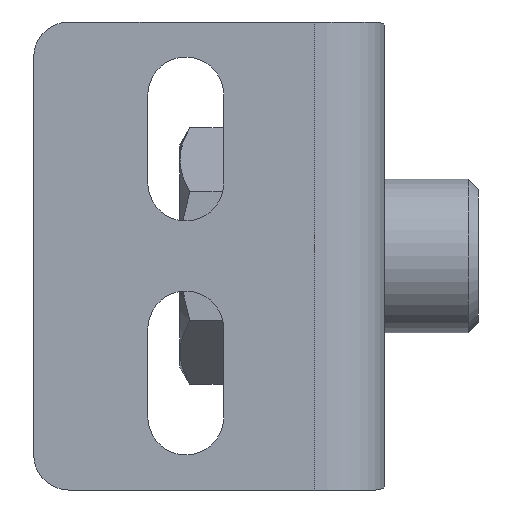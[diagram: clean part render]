
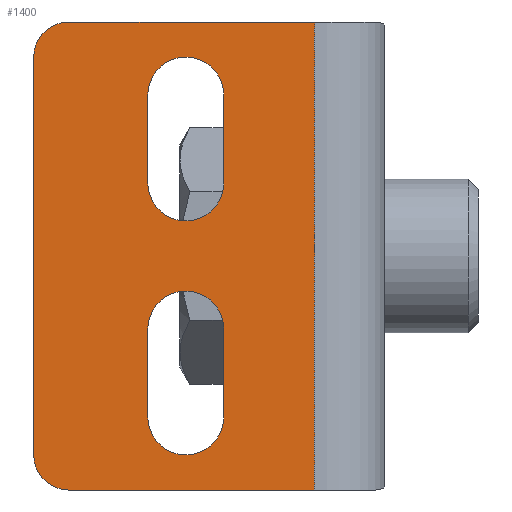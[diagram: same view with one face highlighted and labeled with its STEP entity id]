
A CAD part, front view. The second image highlights one B-rep face of the part: STEP entity #1400.
In plain terms, the highlighted planar face has unit normal (0, -1, 0).
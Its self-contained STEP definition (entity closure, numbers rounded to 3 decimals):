
#496=CARTESIAN_POINT('',(16.25,0.,-6.25));
#497=VERTEX_POINT('',#496);
#498=CARTESIAN_POINT('',(16.25,0.,-13.75));
#499=VERTEX_POINT('',#498);
#500=CARTESIAN_POINT('',(16.25,0.,-6.25));
#501=DIRECTION('',(0.,0.,-1.));
#502=VECTOR('',#501,7.5);
#503=LINE('',#500,#502);
#504=EDGE_CURVE('',#497,#499,#503,.T.);
#538=CARTESIAN_POINT('',(13.,0.,-17.));
#539=VERTEX_POINT('',#538);
#555=CARTESIAN_POINT('',(9.75,0.,-13.75));
#556=VERTEX_POINT('',#555);
#563=CARTESIAN_POINT('',(13.,0.,-13.75));
#564=DIRECTION('',(-0.,1.,0.));
#565=DIRECTION('',(1.,0.,0.));
#566=AXIS2_PLACEMENT_3D('',#563,#564,#565);
#567=CIRCLE('',#566,3.25);
#568=EDGE_CURVE('',#539,#556,#567,.T.);
#580=CARTESIAN_POINT('',(13.,0.,-3.));
#581=VERTEX_POINT('',#580);
#596=CARTESIAN_POINT('',(13.,0.,-6.25));
#597=DIRECTION('',(-0.,1.,0.));
#598=DIRECTION('',(1.,0.,0.));
#599=AXIS2_PLACEMENT_3D('',#596,#597,#598);
#600=CIRCLE('',#599,3.25);
#601=EDGE_CURVE('',#581,#497,#600,.T.);
#750=CARTESIAN_POINT('',(0.,0.,-37.));
#751=VERTEX_POINT('',#750);
#758=CARTESIAN_POINT('',(0.,0.,-3.));
#759=VERTEX_POINT('',#758);
#760=CARTESIAN_POINT('',(0.,0.,-37.));
#761=DIRECTION('',(-0.,0.,1.));
#762=VECTOR('',#761,34.);
#763=LINE('',#760,#762);
#764=EDGE_CURVE('',#751,#759,#763,.T.);
#781=CARTESIAN_POINT('',(13.,0.,-37.));
#782=VERTEX_POINT('',#781);
#790=CARTESIAN_POINT('',(9.75,0.,-33.75));
#791=VERTEX_POINT('',#790);
#798=CARTESIAN_POINT('',(13.,0.,-33.75));
#799=DIRECTION('',(-0.,1.,0.));
#800=DIRECTION('',(1.,0.,0.));
#801=AXIS2_PLACEMENT_3D('',#798,#799,#800);
#802=CIRCLE('',#801,3.25);
#803=EDGE_CURVE('',#782,#791,#802,.T.);
#813=CARTESIAN_POINT('',(16.25,0.,-26.25));
#814=VERTEX_POINT('',#813);
#815=CARTESIAN_POINT('',(16.25,0.,-33.75));
#816=VERTEX_POINT('',#815);
#817=CARTESIAN_POINT('',(16.25,0.,-26.25));
#818=DIRECTION('',(0.,0.,-1.));
#819=VECTOR('',#818,7.5);
#820=LINE('',#817,#819);
#821=EDGE_CURVE('',#814,#816,#820,.T.);
#844=CARTESIAN_POINT('',(13.,0.,-23.));
#845=VERTEX_POINT('',#844);
#854=CARTESIAN_POINT('',(13.,0.,-26.25));
#855=DIRECTION('',(-0.,1.,0.));
#856=DIRECTION('',(1.,0.,0.));
#857=AXIS2_PLACEMENT_3D('',#854,#855,#856);
#858=CIRCLE('',#857,3.25);
#859=EDGE_CURVE('',#845,#814,#858,.T.);
#869=CARTESIAN_POINT('',(9.75,0.,-26.25));
#870=VERTEX_POINT('',#869);
#871=CARTESIAN_POINT('',(9.75,0.,-33.75));
#872=DIRECTION('',(0.,0.,1.));
#873=VECTOR('',#872,7.5);
#874=LINE('',#871,#873);
#875=EDGE_CURVE('',#791,#870,#874,.T.);
#1305=CARTESIAN_POINT('',(0.,0.,-40.));
#1306=DIRECTION('',(0.,-1.,0.));
#1307=DIRECTION('',(0.,0.,-1.));
#1308=AXIS2_PLACEMENT_3D('',#1305,#1306,#1307);
#1309=PLANE('',#1308);
#1310=CARTESIAN_POINT('',(13.,0.,-33.75));
#1311=DIRECTION('',(-0.,1.,0.));
#1312=DIRECTION('',(1.,0.,0.));
#1313=AXIS2_PLACEMENT_3D('',#1310,#1311,#1312);
#1314=CIRCLE('',#1313,3.25);
#1315=EDGE_CURVE('',#816,#782,#1314,.T.);
#1316=ORIENTED_EDGE('',*,*,#1315,.T.);
#1317=ORIENTED_EDGE('',*,*,#803,.T.);
#1318=ORIENTED_EDGE('',*,*,#875,.T.);
#1319=CARTESIAN_POINT('',(13.,0.,-26.25));
#1320=DIRECTION('',(-0.,1.,0.));
#1321=DIRECTION('',(1.,0.,0.));
#1322=AXIS2_PLACEMENT_3D('',#1319,#1320,#1321);
#1323=CIRCLE('',#1322,3.25);
#1324=EDGE_CURVE('',#870,#845,#1323,.T.);
#1325=ORIENTED_EDGE('',*,*,#1324,.T.);
#1326=ORIENTED_EDGE('',*,*,#859,.T.);
#1327=ORIENTED_EDGE('',*,*,#821,.T.);
#1328=EDGE_LOOP('',(#1316,#1317,#1318,#1325,#1326,#1327));
#1329=FACE_BOUND('',#1328,.T.);
#1330=CARTESIAN_POINT('',(13.,0.,-13.75));
#1331=DIRECTION('',(-0.,1.,0.));
#1332=DIRECTION('',(1.,0.,0.));
#1333=AXIS2_PLACEMENT_3D('',#1330,#1331,#1332);
#1334=CIRCLE('',#1333,3.25);
#1335=EDGE_CURVE('',#499,#539,#1334,.T.);
#1336=ORIENTED_EDGE('',*,*,#1335,.T.);
#1337=ORIENTED_EDGE('',*,*,#568,.T.);
#1338=CARTESIAN_POINT('',(9.75,0.,-6.25));
#1339=VERTEX_POINT('',#1338);
#1340=CARTESIAN_POINT('',(9.75,0.,-13.75));
#1341=DIRECTION('',(0.,0.,1.));
#1342=VECTOR('',#1341,7.5);
#1343=LINE('',#1340,#1342);
#1344=EDGE_CURVE('',#556,#1339,#1343,.T.);
#1345=ORIENTED_EDGE('',*,*,#1344,.T.);
#1346=CARTESIAN_POINT('',(13.,0.,-6.25));
#1347=DIRECTION('',(-0.,1.,0.));
#1348=DIRECTION('',(1.,0.,0.));
#1349=AXIS2_PLACEMENT_3D('',#1346,#1347,#1348);
#1350=CIRCLE('',#1349,3.25);
#1351=EDGE_CURVE('',#1339,#581,#1350,.T.);
#1352=ORIENTED_EDGE('',*,*,#1351,.T.);
#1353=ORIENTED_EDGE('',*,*,#601,.T.);
#1354=ORIENTED_EDGE('',*,*,#504,.T.);
#1355=EDGE_LOOP('',(#1336,#1337,#1345,#1352,#1353,#1354));
#1356=FACE_BOUND('',#1355,.T.);
#1357=CARTESIAN_POINT('',(3.,0.,-40.));
#1358=VERTEX_POINT('',#1357);
#1359=CARTESIAN_POINT('',(3.,0.,-37.));
#1360=DIRECTION('',(-0.,1.,0.));
#1361=DIRECTION('',(1.,0.,0.));
#1362=AXIS2_PLACEMENT_3D('',#1359,#1360,#1361);
#1363=CIRCLE('',#1362,3.);
#1364=EDGE_CURVE('',#1358,#751,#1363,.T.);
#1365=ORIENTED_EDGE('',*,*,#1364,.F.);
#1366=CARTESIAN_POINT('',(24.,0.,-40.));
#1367=VERTEX_POINT('',#1366);
#1368=CARTESIAN_POINT('',(3.,0.,-40.));
#1369=DIRECTION('',(1.,0.,-0.));
#1370=VECTOR('',#1369,21.);
#1371=LINE('',#1368,#1370);
#1372=EDGE_CURVE('',#1358,#1367,#1371,.T.);
#1373=ORIENTED_EDGE('',*,*,#1372,.T.);
#1374=CARTESIAN_POINT('',(24.,0.,0.));
#1375=VERTEX_POINT('',#1374);
#1376=CARTESIAN_POINT('',(24.,0.,-40.));
#1377=DIRECTION('',(0.,0.,1.));
#1378=VECTOR('',#1377,40.);
#1379=LINE('',#1376,#1378);
#1380=EDGE_CURVE('',#1367,#1375,#1379,.T.);
#1381=ORIENTED_EDGE('',*,*,#1380,.T.);
#1382=CARTESIAN_POINT('',(3.,0.,0.));
#1383=VERTEX_POINT('',#1382);
#1384=CARTESIAN_POINT('',(3.,0.,0.));
#1385=DIRECTION('',(1.,0.,-0.));
#1386=VECTOR('',#1385,21.);
#1387=LINE('',#1384,#1386);
#1388=EDGE_CURVE('',#1383,#1375,#1387,.T.);
#1389=ORIENTED_EDGE('',*,*,#1388,.F.);
#1390=CARTESIAN_POINT('',(3.,0.,-3.));
#1391=DIRECTION('',(-0.,1.,0.));
#1392=DIRECTION('',(1.,0.,0.));
#1393=AXIS2_PLACEMENT_3D('',#1390,#1391,#1392);
#1394=CIRCLE('',#1393,3.);
#1395=EDGE_CURVE('',#759,#1383,#1394,.T.);
#1396=ORIENTED_EDGE('',*,*,#1395,.F.);
#1397=ORIENTED_EDGE('',*,*,#764,.F.);
#1398=EDGE_LOOP('',(#1365,#1373,#1381,#1389,#1396,#1397));
#1399=FACE_BOUND('',#1398,.T.);
#1400=ADVANCED_FACE('',(#1329,#1356,#1399),#1309,.T.);
